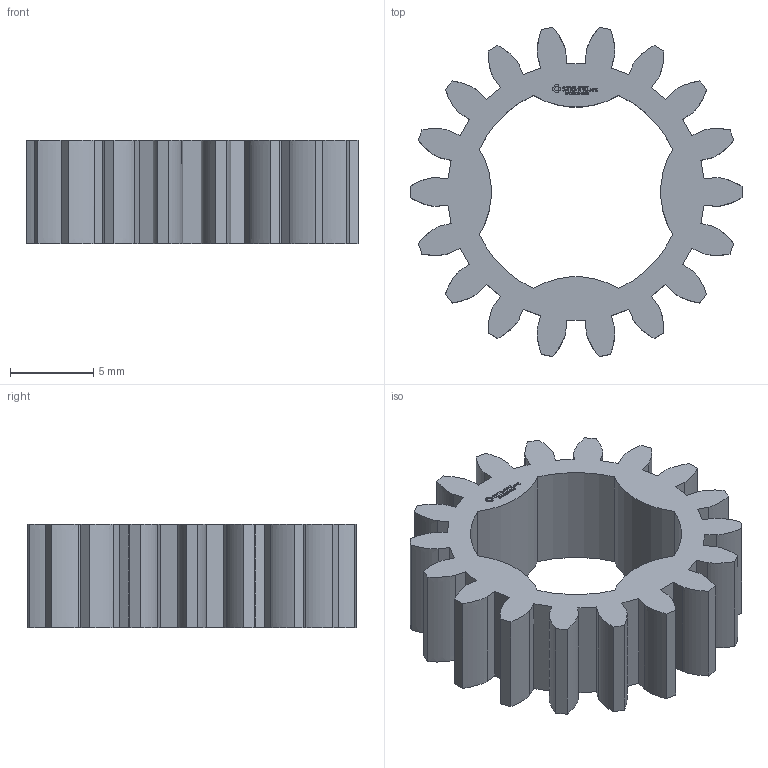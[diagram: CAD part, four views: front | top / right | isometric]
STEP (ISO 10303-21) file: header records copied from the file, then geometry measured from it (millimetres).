
FILE_DESCRIPTION(('FreeCAD Model'),'2;1');
FILE_NAME('Open CASCADE Shape Model','2024-03-09T17:36:42',(''),(''), 'Open CASCADE STEP processor 7.6','FreeCAD','Unknown');
FILE_SCHEMA(('AUTOMOTIVE_DESIGN { 1 0 10303 214 1 1 1 1 }'));
Length unit declared in the file: millimetre
Products named in the file (1): Gear Wheel PLN TTH18 BU00.50 SFT-SHD - SPN-GWH-0050 (stemfie.org)
Bounding box: 19.99 x 19.8 x 6.25 mm (x, y, z)
Volume: 859.9 mm3; surface area: 1269.1 mm2
Topology: 1 solids, 1 shells, 586 faces, 1659 edges, 1106 vertices
Faces by surface type: plane 312, extrusion 266, cylinder 8
Entity records: 47909 total; most frequent: CARTESIAN_POINT 12410, DIRECTION 4837, VECTOR 4147, LINE 3881, ORIENTED_EDGE 3318, PCURVE 3318, DEFINITIONAL_REPRESENTATION 3318, EDGE_CURVE 1659
